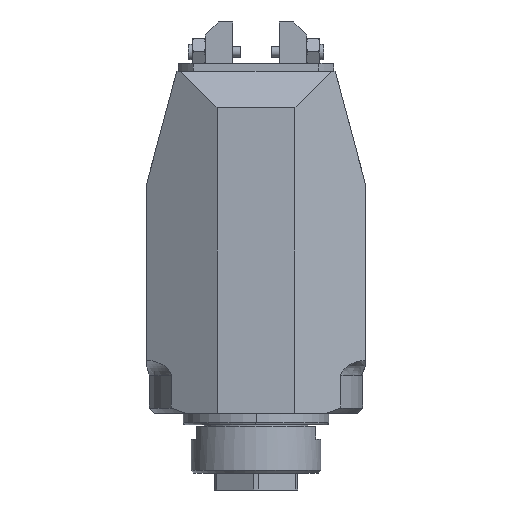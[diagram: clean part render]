
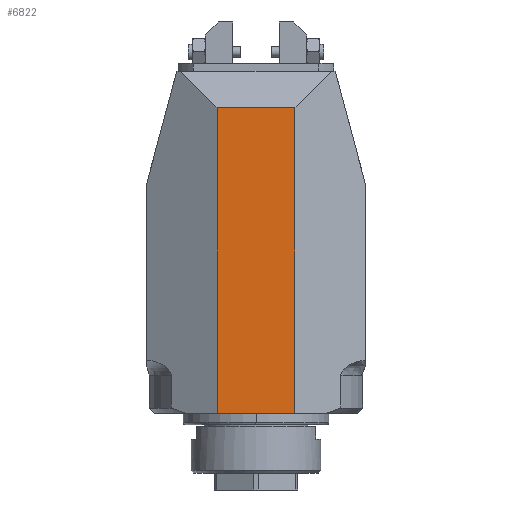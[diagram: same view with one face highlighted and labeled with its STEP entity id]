
A CAD part, left-side view. The second image highlights one B-rep face of the part: STEP entity #6822.
In plain terms, the highlighted planar face has unit normal (-1, 0, 0).
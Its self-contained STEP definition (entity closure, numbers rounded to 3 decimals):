
#725=DIRECTION('',(0.,1.,0.));
#726=VECTOR('',#725,30.);
#727=CARTESIAN_POINT('',(-125.,-15.,49.));
#728=LINE('',#727,#726);
#729=DIRECTION('',(0.,0.,-1.));
#730=VECTOR('',#729,117.5);
#731=CARTESIAN_POINT('',(-125.,-15.,49.));
#732=LINE('',#731,#730);
#733=DIRECTION('',(0.,1.,0.));
#734=VECTOR('',#733,30.);
#735=CARTESIAN_POINT('',(-125.,-15.,-68.5));
#736=LINE('',#735,#734);
#737=DIRECTION('',(0.,0.,-1.));
#738=VECTOR('',#737,117.5);
#739=CARTESIAN_POINT('',(-125.,15.,49.));
#740=LINE('',#739,#738);
#5501=CARTESIAN_POINT('',(-125.,-15.,-68.5));
#5502=CARTESIAN_POINT('',(-125.,15.,-68.5));
#5503=VERTEX_POINT('',#5501);
#5504=VERTEX_POINT('',#5502);
#5521=CARTESIAN_POINT('',(-125.,15.,49.));
#5523=VERTEX_POINT('',#5521);
#5527=CARTESIAN_POINT('',(-125.,-15.,49.));
#5528=VERTEX_POINT('',#5527);
#6810=CARTESIAN_POINT('',(-125.,0.,0.));
#6811=DIRECTION('',(1.,0.,0.));
#6812=DIRECTION('',(0.,-1.,0.));
#6813=AXIS2_PLACEMENT_3D('',#6810,#6811,#6812);
#6814=PLANE('',#6813);
#6815=ORIENTED_EDGE('',*,*,#6748,.F.);
#6817=ORIENTED_EDGE('',*,*,#6816,.T.);
#6818=ORIENTED_EDGE('',*,*,#6797,.T.);
#6819=ORIENTED_EDGE('',*,*,#6768,.F.);
#6820=EDGE_LOOP('',(#6815,#6817,#6818,#6819));
#6821=FACE_OUTER_BOUND('',#6820,.F.);
#6822=ADVANCED_FACE('',(#6821),#6814,.F.);
#6748=EDGE_CURVE('',#5528,#5523,#728,.T.);
#6768=EDGE_CURVE('',#5523,#5504,#740,.T.);
#6797=EDGE_CURVE('',#5503,#5504,#736,.T.);
#6816=EDGE_CURVE('',#5528,#5503,#732,.T.);
